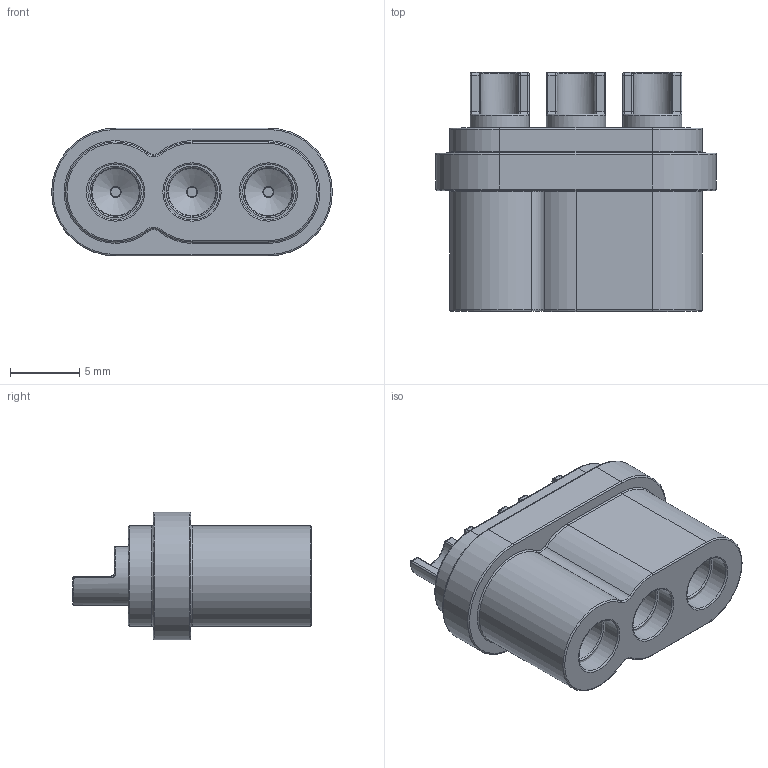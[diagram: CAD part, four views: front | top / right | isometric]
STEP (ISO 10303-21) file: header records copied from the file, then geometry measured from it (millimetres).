
FILE_DESCRIPTION(/* description */ (''),/* implementation_level */ '2;1');
FILE_NAME(/* name */ 'Amass MR60 Female.step',/* time_stamp */ '2021-03-28T12:01:16-05:00',/* author */ (''),/* organization */ (''),/* preprocessor_version */ 'ST-DEVELOPER v18.1',/* originating_system */ 'Autodesk Translation Framework v9.10.0.1330',/* authorisation */ '');
FILE_SCHEMA (('AUTOMOTIVE_DESIGN { 1 0 10303 214 3 1 1 }'));
Length unit declared in the file: millimetre
Products named in the file (3): MR60 Female; Plug; Pin
Assembly tree (4 placements, depth 2):
  MR60 Female
    Plug
    Pin  x3
Bounding box: 20.2 x 17.2 x 9.2 mm (x, y, z)
Volume: 1363.5 mm3; surface area: 2405.9 mm2
Topology: 4 solids, 4 shells, 178 faces, 408 edges, 244 vertices
Faces by surface type: cylinder 62, torus 52, plane 34, bspline 24, cone 6
Full cylindrical faces by diameter (mm): 2.75 x3, 3.5 x3, 4 x3, 4.25 x3
Entity records: 3271 total; most frequent: CARTESIAN_POINT 763, DIRECTION 568, ORIENTED_EDGE 472, AXIS2_PLACEMENT_3D 247, EDGE_CURVE 236, CIRCLE 144, VERTEX_POINT 140, EDGE_LOOP 114
